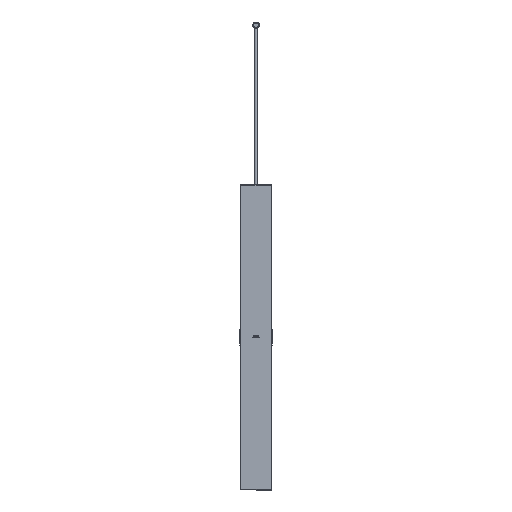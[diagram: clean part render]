
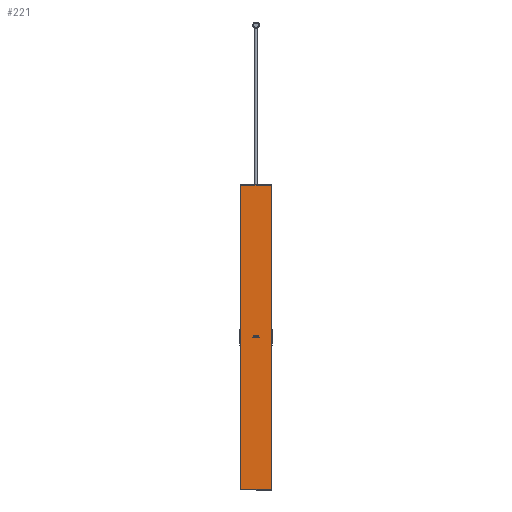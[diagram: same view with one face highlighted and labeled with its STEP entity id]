
A CAD part, front view. The second image highlights one B-rep face of the part: STEP entity #221.
In plain terms, the highlighted planar face has unit normal (0, -1, 0).
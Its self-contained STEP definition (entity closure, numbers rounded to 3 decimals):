
#221 = ADVANCED_FACE( '', ( #490 ), #491, .F. );
#490 = FACE_OUTER_BOUND( '', #837, .T. );
#491 = PLANE( '', #838 );
#837 = EDGE_LOOP( '', ( #1306, #1307, #1308, #1309 ) );
#838 = AXIS2_PLACEMENT_3D( '', #1310, #1311, #1312 );
#1306 = ORIENTED_EDGE( '', *, *, #1641, .T. );
#1307 = ORIENTED_EDGE( '', *, *, #1714, .T. );
#1308 = ORIENTED_EDGE( '', *, *, #1715, .T. );
#1309 = ORIENTED_EDGE( '', *, *, #1716, .T. );
#1310 = CARTESIAN_POINT( '', ( -84., -10., 806.5 ) );
#1311 = DIRECTION( '', ( 0., 1., 0. ) );
#1312 = DIRECTION( '', ( 0., 0., 1. ) );
#1641 = EDGE_CURVE( '', #1910, #1915, #1917, .T. );
#1714 = EDGE_CURVE( '', #1915, #2030, #2031, .T. );
#1715 = EDGE_CURVE( '', #2030, #2032, #2033, .T. );
#1716 = EDGE_CURVE( '', #2032, #1910, #2034, .T. );
#1910 = VERTEX_POINT( '', #3875 );
#1915 = VERTEX_POINT( '', #3882 );
#1917 = LINE( '', #3885, #3886 );
#2030 = VERTEX_POINT( '', #5806 );
#2031 = LINE( '', #5807, #5808 );
#2032 = VERTEX_POINT( '', #5809 );
#2033 = LINE( '', #5810, #5811 );
#2034 = LINE( '', #5812, #5813 );
#3875 = CARTESIAN_POINT( '', ( -81., -10., 803.5 ) );
#3882 = CARTESIAN_POINT( '', ( -81., -10., -803.5 ) );
#3885 = CARTESIAN_POINT( '', ( -81., -10., -806.5 ) );
#3886 = VECTOR( '', #6808, 1000. );
#5806 = CARTESIAN_POINT( '', ( 81., -10., -803.5 ) );
#5807 = CARTESIAN_POINT( '', ( 84., -10., -803.5 ) );
#5808 = VECTOR( '', #6868, 1000. );
#5809 = CARTESIAN_POINT( '', ( 81., -10., 803.5 ) );
#5810 = CARTESIAN_POINT( '', ( 81., -10., 806.5 ) );
#5811 = VECTOR( '', #6869, 1000. );
#5812 = CARTESIAN_POINT( '', ( -84., -10., 803.5 ) );
#5813 = VECTOR( '', #6870, 1000. );
#6808 = DIRECTION( '', ( 0., 0., -1. ) );
#6868 = DIRECTION( '', ( 1., 0., 0. ) );
#6869 = DIRECTION( '', ( 0., 0., 1. ) );
#6870 = DIRECTION( '', ( -1., 0., 0. ) );
